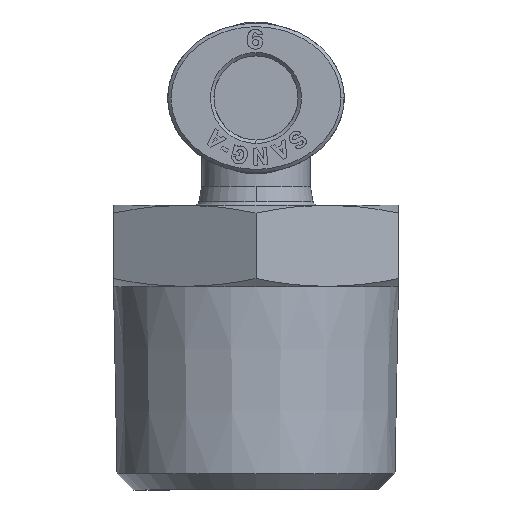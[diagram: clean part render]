
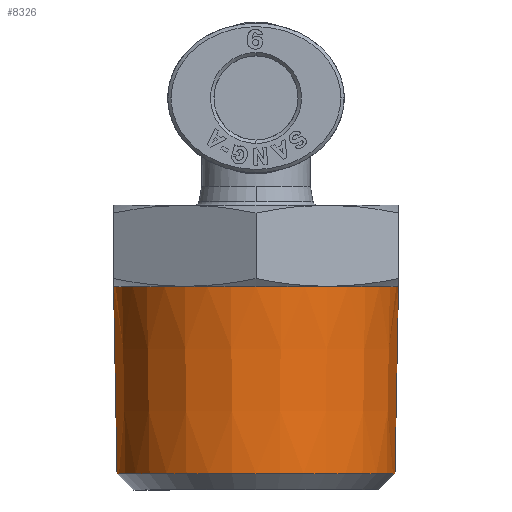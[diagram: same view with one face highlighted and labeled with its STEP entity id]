
A CAD part, left-side view. The second image highlights one B-rep face of the part: STEP entity #8326.
In plain terms, the highlighted conical face has half-angle 1.06 degrees and reference radius 10.5 mm.
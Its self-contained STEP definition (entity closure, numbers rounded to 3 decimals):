
#160 = EDGE_CURVE ( 'NONE', #18606, #5829, #10066, .T. ) ;
#644 = ORIENTED_EDGE ( 'NONE', *, *, #8703, .F. ) ;
#869 = ORIENTED_EDGE ( 'NONE', *, *, #3421, .T. ) ;
#888 = CARTESIAN_POINT ( 'NONE',  ( 1.282, 0., -14.116 ) ) ;
#1311 = VERTEX_POINT ( 'NONE', #5742 ) ;
#2218 = AXIS2_PLACEMENT_3D ( 'NONE', #888, #2229, #8110 ) ;
#2229 = DIRECTION ( 'NONE',  ( 0., 0., -1. ) ) ;
#3421 = EDGE_CURVE ( 'NONE', #7533, #18606, #11329, .T. ) ;
#3868 = CARTESIAN_POINT ( 'NONE',  ( 1.282, 0., -14.116 ) ) ;
#4341 = VERTEX_POINT ( 'NONE', #9928 ) ;
#4843 = EDGE_CURVE ( 'NONE', #8897, #7533, #8054, .T. ) ;
#4868 = EDGE_CURVE ( 'NONE', #4341, #1311, #15359, .T. ) ;
#5076 = LINE ( 'NONE', #16770, #14637 ) ;
#5742 = CARTESIAN_POINT ( 'NONE',  ( 1.282, -10.245, -27.916 ) ) ;
#5767 = DIRECTION ( 'NONE',  ( 0., 0., -1. ) ) ;
#5829 = VERTEX_POINT ( 'NONE', #11974 ) ;
#6050 = DIRECTION ( 'NONE',  ( 0., -0.018, 1. ) ) ;
#6488 = CARTESIAN_POINT ( 'NONE',  ( 1.282, -10.5, -14.116 ) ) ;
#7002 = CARTESIAN_POINT ( 'NONE',  ( -7.811, 5.25, -14.116 ) ) ;
#7160 = DIRECTION ( 'NONE',  ( 1., 0., 0. ) ) ;
#7533 = VERTEX_POINT ( 'NONE', #7956 ) ;
#7956 = CARTESIAN_POINT ( 'NONE',  ( -7.811, -5.25, -14.116 ) ) ;
#8054 = CIRCLE ( 'NONE', #9778, 10.5 ) ;
#8110 = DIRECTION ( 'NONE',  ( 1., 0., 0. ) ) ;
#8326 = ADVANCED_FACE ( 'NONE', ( #9382 ), #12821, .T. ) ;
#8493 = DIRECTION ( 'NONE',  ( 0., 0., 1. ) ) ;
#8564 = CARTESIAN_POINT ( 'NONE',  ( 1.282, 0., -27.916 ) ) ;
#8589 = ORIENTED_EDGE ( 'NONE', *, *, #160, .T. ) ;
#8703 = EDGE_CURVE ( 'NONE', #4341, #5829, #5076, .T. ) ;
#8897 = VERTEX_POINT ( 'NONE', #6488 ) ;
#8968 = ORIENTED_EDGE ( 'NONE', *, *, #4843, .T. ) ;
#9145 = CARTESIAN_POINT ( 'NONE',  ( 1.282, -10.5, -14.116 ) ) ;
#9382 = FACE_OUTER_BOUND ( 'NONE', #18555, .T. ) ;
#9778 = AXIS2_PLACEMENT_3D ( 'NONE', #3868, #14008, #9902 ) ;
#9902 = DIRECTION ( 'NONE',  ( 1., 0., 0. ) ) ;
#9928 = CARTESIAN_POINT ( 'NONE',  ( 1.282, 10.245, -27.916 ) ) ;
#10066 = CIRCLE ( 'NONE', #2218, 10.5 ) ;
#10082 = AXIS2_PLACEMENT_3D ( 'NONE', #12027, #13501, #17874 ) ;
#11329 = CIRCLE ( 'NONE', #13294, 10.5 ) ;
#11967 = ORIENTED_EDGE ( 'NONE', *, *, #17896, .T. ) ;
#11974 = CARTESIAN_POINT ( 'NONE',  ( 1.282, 10.5, -14.116 ) ) ;
#12027 = CARTESIAN_POINT ( 'NONE',  ( 1.282, 0., -14.116 ) ) ;
#12821 = CONICAL_SURFACE ( 'NONE', #10082, 10.5, 0.018 ) ;
#13294 = AXIS2_PLACEMENT_3D ( 'NONE', #18736, #5767, #7160 ) ;
#13357 = VECTOR ( 'NONE', #6050, 1000. ) ;
#13501 = DIRECTION ( 'NONE',  ( 0., 0., 1. ) ) ;
#13974 = DIRECTION ( 'NONE',  ( 0., 0.018, 1. ) ) ;
#14008 = DIRECTION ( 'NONE',  ( 0., 0., -1. ) ) ;
#14260 = DIRECTION ( 'NONE',  ( 1., 0., 0. ) ) ;
#14637 = VECTOR ( 'NONE', #13974, 1000. ) ;
#15359 = CIRCLE ( 'NONE', #16262, 10.245 ) ;
#15397 = LINE ( 'NONE', #9145, #13357 ) ;
#16262 = AXIS2_PLACEMENT_3D ( 'NONE', #8564, #8493, #14260 ) ;
#16770 = CARTESIAN_POINT ( 'NONE',  ( 1.282, 10.5, -14.116 ) ) ;
#17874 = DIRECTION ( 'NONE',  ( 0., -1., 0. ) ) ;
#17896 = EDGE_CURVE ( 'NONE', #1311, #8897, #15397, .T. ) ;
#18555 = EDGE_LOOP ( 'NONE', ( #644, #18775, #11967, #8968, #869, #8589 ) ) ;
#18606 = VERTEX_POINT ( 'NONE', #7002 ) ;
#18736 = CARTESIAN_POINT ( 'NONE',  ( 1.282, 0., -14.116 ) ) ;
#18775 = ORIENTED_EDGE ( 'NONE', *, *, #4868, .T. ) ;
